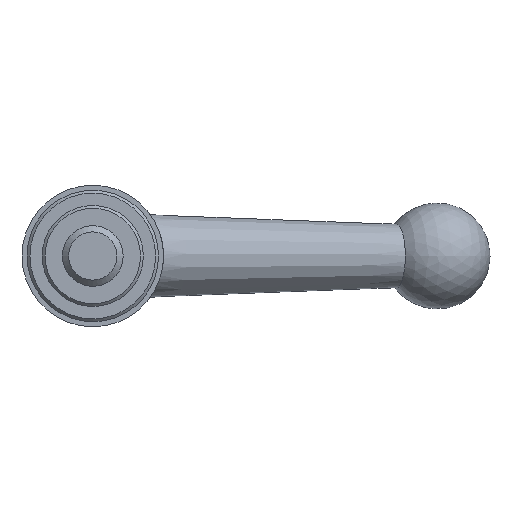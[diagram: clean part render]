
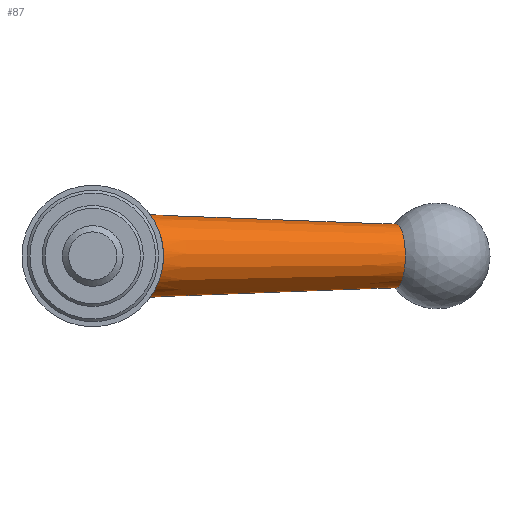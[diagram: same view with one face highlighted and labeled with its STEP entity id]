
A CAD part, front view. The second image highlights one B-rep face of the part: STEP entity #87.
In plain terms, the highlighted conical face has half-angle 2.104 degrees and reference radius 4.3 mm.
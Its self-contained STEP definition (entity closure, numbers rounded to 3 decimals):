
#87 = ADVANCED_FACE( '', ( #220, #221 ), #222, .T. );
#220 = FACE_BOUND( '', #408, .T. );
#221 = FACE_OUTER_BOUND( '', #409, .T. );
#222 = CONICAL_SURFACE( '', #410, 4.3, 0.037 );
#408 = EDGE_LOOP( '', ( #638 ) );
#409 = EDGE_LOOP( '', ( #639, #640 ) );
#410 = AXIS2_PLACEMENT_3D( '', #641, #642, #643 );
#638 = ORIENTED_EDGE( '', *, *, #1100, .F. );
#639 = ORIENTED_EDGE( '', *, *, #1101, .F. );
#640 = ORIENTED_EDGE( '', *, *, #1102, .T. );
#641 = CARTESIAN_POINT( '', ( 0., 17.4, 0. ) );
#642 = DIRECTION( '', ( -0.959, -0.284, 0. ) );
#643 = DIRECTION( '', ( 0.284, -0.959, 0. ) );
#1100 = EDGE_CURVE( '', #1296, #1296, #1297, .T. );
#1101 = EDGE_CURVE( '', #1298, #1299, #1300, .T. );
#1102 = EDGE_CURVE( '', #1298, #1299, #1301, .T. );
#1296 = VERTEX_POINT( '', #1573 );
#1297 = CIRCLE( '', #1574, 3.15 );
#1298 = VERTEX_POINT( '', #1575 );
#1299 = VERTEX_POINT( '', #1576 );
#1300 = B_SPLINE_CURVE_WITH_KNOTS( '', 3, ( #1577, #1578, #1579, #1580, #1581, #1582, #1583, #1584, #1585, #1586, #1587, #1588, #1589, #1590, #1591, #1592, #1593, #1594, #1595, #1596, #1597, #1598, #1599, #1600, #1601, #1602, #1603, #1604, #1605, #1606, #1607, #1608, #1609, #1610, #1611, #1612, #1613, #1614, #1615, #1616, #1617, #1618, #1619, #1620, #1621, #1622, #1623, #1624, #1625, #1626, #1627, #1628, #1629, #1630, #1631, #1632, #1633, #1634, #1635, #1636 ), .UNSPECIFIED., .F., .F., ( 4, 2, 2, 2, 2, 2, 2, 2, 2, 2, 2, 2, 2, 2, 2, 2, 2, 2, 2, 2, 2, 2, 2, 2, 2, 2, 2, 2, 2, 4 ), ( 0., 0.001, 0.003, 0.004, 0.004, 0.006, 0.006, 0.007, 0.008, 0.008, 0.009, 0.01, 0.011, 0.011, 0.012, 0.013, 0.013, 0.014, 0.015, 0.015, 0.016, 0.017, 0.018, 0.018, 0.019, 0.02, 0.02, 0.021, 0.022, 0.023 ), .UNSPECIFIED. );
#1301 = B_SPLINE_CURVE_WITH_KNOTS( '', 3, ( #1637, #1638, #1639, #1640, #1641, #1642, #1643, #1644, #1645, #1646 ), .UNSPECIFIED., .F., .F., ( 4, 2, 2, 2, 4 ), ( 0., 0.001, 0.002, 0.003, 0.003 ), .UNSPECIFIED. );
#1573 = CARTESIAN_POINT( '', ( 29.116, 29.31, 0. ) );
#1574 = AXIS2_PLACEMENT_3D( '', #2040, #2041, #2042 );
#1575 = CARTESIAN_POINT( '', ( 4.727, 22.7, -1.628 ) );
#1576 = CARTESIAN_POINT( '', ( 4.727, 22.7, 1.628 ) );
#1577 = CARTESIAN_POINT( '', ( 4.727, 22.7, -1.628 ) );
#1578 = CARTESIAN_POINT( '', ( 4.693, 22.498, -2.058 ) );
#1579 = CARTESIAN_POINT( '', ( 4.653, 22.229, -2.441 ) );
#1580 = CARTESIAN_POINT( '', ( 4.604, 21.567, -3.123 ) );
#1581 = CARTESIAN_POINT( '', ( 4.596, 21.191, -3.405 ) );
#1582 = CARTESIAN_POINT( '', ( 4.641, 20.561, -3.736 ) );
#1583 = CARTESIAN_POINT( '', ( 4.666, 20.344, -3.829 ) );
#1584 = CARTESIAN_POINT( '', ( 4.736, 19.905, -3.976 ) );
#1585 = CARTESIAN_POINT( '', ( 4.782, 19.681, -4.03 ) );
#1586 = CARTESIAN_POINT( '', ( 4.955, 18.997, -4.134 ) );
#1587 = CARTESIAN_POINT( '', ( 5.112, 18.548, -4.12 ) );
#1588 = CARTESIAN_POINT( '', ( 5.387, 17.906, -3.977 ) );
#1589 = CARTESIAN_POINT( '', ( 5.483, 17.701, -3.91 ) );
#1590 = CARTESIAN_POINT( '', ( 5.681, 17.309, -3.739 ) );
#1591 = CARTESIAN_POINT( '', ( 5.783, 17.119, -3.634 ) );
#1592 = CARTESIAN_POINT( '', ( 5.982, 16.765, -3.392 ) );
#1593 = CARTESIAN_POINT( '', ( 6.08, 16.601, -3.256 ) );
#1594 = CARTESIAN_POINT( '', ( 6.269, 16.293, -2.952 ) );
#1595 = CARTESIAN_POINT( '', ( 6.36, 16.15, -2.783 ) );
#1596 = CARTESIAN_POINT( '', ( 6.527, 15.894, -2.423 ) );
#1597 = CARTESIAN_POINT( '', ( 6.604, 15.781, -2.232 ) );
#1598 = CARTESIAN_POINT( '', ( 6.739, 15.582, -1.827 ) );
#1599 = CARTESIAN_POINT( '', ( 6.799, 15.496, -1.611 ) );
#1600 = CARTESIAN_POINT( '', ( 6.894, 15.36, -1.17 ) );
#1601 = CARTESIAN_POINT( '', ( 6.931, 15.309, -0.944 ) );
#1602 = CARTESIAN_POINT( '', ( 6.981, 15.239, -0.481 ) );
#1603 = CARTESIAN_POINT( '', ( 6.994, 15.221, -0.242 ) );
#1604 = CARTESIAN_POINT( '', ( 6.995, 15.22, 0.23 ) );
#1605 = CARTESIAN_POINT( '', ( 6.982, 15.237, 0.464 ) );
#1606 = CARTESIAN_POINT( '', ( 6.933, 15.305, 0.928 ) );
#1607 = CARTESIAN_POINT( '', ( 6.896, 15.358, 1.16 ) );
#1608 = CARTESIAN_POINT( '', ( 6.801, 15.493, 1.601 ) );
#1609 = CARTESIAN_POINT( '', ( 6.743, 15.576, 1.814 ) );
#1610 = CARTESIAN_POINT( '', ( 6.608, 15.774, 2.221 ) );
#1611 = CARTESIAN_POINT( '', ( 6.53, 15.89, 2.416 ) );
#1612 = CARTESIAN_POINT( '', ( 6.364, 16.144, 2.776 ) );
#1613 = CARTESIAN_POINT( '', ( 6.274, 16.285, 2.942 ) );
#1614 = CARTESIAN_POINT( '', ( 6.085, 16.593, 3.249 ) );
#1615 = CARTESIAN_POINT( '', ( 5.986, 16.76, 3.387 ) );
#1616 = CARTESIAN_POINT( '', ( 5.787, 17.111, 3.629 ) );
#1617 = CARTESIAN_POINT( '', ( 5.687, 17.296, 3.732 ) );
#1618 = CARTESIAN_POINT( '', ( 5.489, 17.69, 3.906 ) );
#1619 = CARTESIAN_POINT( '', ( 5.391, 17.897, 3.974 ) );
#1620 = CARTESIAN_POINT( '', ( 5.21, 18.32, 4.07 ) );
#1621 = CARTESIAN_POINT( '', ( 5.125, 18.537, 4.098 ) );
#1622 = CARTESIAN_POINT( '', ( 4.97, 18.984, 4.114 ) );
#1623 = CARTESIAN_POINT( '', ( 4.901, 19.213, 4.101 ) );
#1624 = CARTESIAN_POINT( '', ( 4.786, 19.664, 4.034 ) );
#1625 = CARTESIAN_POINT( '', ( 4.739, 19.888, 3.98 ) );
#1626 = CARTESIAN_POINT( '', ( 4.667, 20.335, 3.833 ) );
#1627 = CARTESIAN_POINT( '', ( 4.642, 20.552, 3.74 ) );
#1628 = CARTESIAN_POINT( '', ( 4.611, 20.969, 3.522 ) );
#1629 = CARTESIAN_POINT( '', ( 4.605, 21.17, 3.395 ) );
#1630 = CARTESIAN_POINT( '', ( 4.608, 21.551, 3.111 ) );
#1631 = CARTESIAN_POINT( '', ( 4.616, 21.728, 2.956 ) );
#1632 = CARTESIAN_POINT( '', ( 4.64, 22.057, 2.619 ) );
#1633 = CARTESIAN_POINT( '', ( 4.656, 22.209, 2.436 ) );
#1634 = CARTESIAN_POINT( '', ( 4.692, 22.48, 2.048 ) );
#1635 = CARTESIAN_POINT( '', ( 4.71, 22.599, 1.843 ) );
#1636 = CARTESIAN_POINT( '', ( 4.727, 22.7, 1.628 ) );
#1637 = CARTESIAN_POINT( '', ( 4.727, 22.7, -1.628 ) );
#1638 = CARTESIAN_POINT( '', ( 4.73, 22.816, -1.371 ) );
#1639 = CARTESIAN_POINT( '', ( 4.738, 22.905, -1.107 ) );
#1640 = CARTESIAN_POINT( '', ( 4.751, 23.025, -0.563 ) );
#1641 = CARTESIAN_POINT( '', ( 4.756, 23.057, -0.28 ) );
#1642 = CARTESIAN_POINT( '', ( 4.756, 23.057, 0.278 ) );
#1643 = CARTESIAN_POINT( '', ( 4.751, 23.027, 0.555 ) );
#1644 = CARTESIAN_POINT( '', ( 4.738, 22.906, 1.102 ) );
#1645 = CARTESIAN_POINT( '', ( 4.73, 22.816, 1.371 ) );
#1646 = CARTESIAN_POINT( '', ( 4.727, 22.7, 1.628 ) );
#2040 = CARTESIAN_POINT( '', ( 30.011, 26.29, 0. ) );
#2041 = DIRECTION( '', ( 0.959, 0.284, 0. ) );
#2042 = DIRECTION( '', ( -0.284, 0.959, 0. ) );
